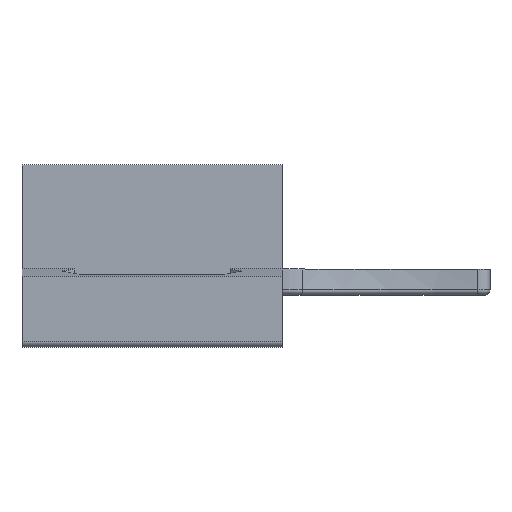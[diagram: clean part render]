
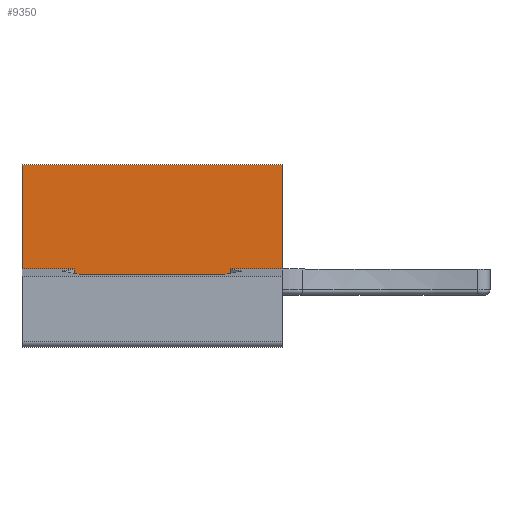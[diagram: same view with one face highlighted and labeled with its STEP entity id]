
A CAD part, top view. The second image highlights one B-rep face of the part: STEP entity #9350.
In plain terms, the highlighted planar face has unit normal (0, 0, 1).
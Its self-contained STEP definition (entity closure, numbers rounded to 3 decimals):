
#56 = PLANE('',#57);
#57 = AXIS2_PLACEMENT_3D('',#58,#59,#60);
#58 = CARTESIAN_POINT('',(-117.,-94.772,22.225));
#59 = DIRECTION('',(1.,0.,0.));
#60 = DIRECTION('',(-0.,0.,1.));
#4342 = PLANE('',#4343);
#4343 = AXIS2_PLACEMENT_3D('',#4344,#4345,#4346);
#4344 = CARTESIAN_POINT('',(-117.,-95.,33.));
#4345 = DIRECTION('',(0.,1.,0.));
#4346 = DIRECTION('',(0.,0.,-1.));
#4632 = VERTEX_POINT('',#4633);
#4633 = CARTESIAN_POINT('',(-107.,-95.,25.));
#4647 = PLANE('',#4648);
#4648 = AXIS2_PLACEMENT_3D('',#4649,#4650,#4651);
#4649 = CARTESIAN_POINT('',(-107.,-95.,25.));
#4650 = DIRECTION('',(-0.707,0.,-0.707));
#4651 = DIRECTION('',(0.707,0.,-0.707));
#4659 = EDGE_CURVE('',#4660,#4632,#4662,.T.);
#4660 = VERTEX_POINT('',#4661);
#4661 = CARTESIAN_POINT('',(-77.,-95.,25.));
#4662 = SURFACE_CURVE('',#4663,(#4667,#4674),.PCURVE_S1.);
#4663 = LINE('',#4664,#4665);
#4664 = CARTESIAN_POINT('',(-77.,-95.,25.));
#4665 = VECTOR('',#4666,1.);
#4666 = DIRECTION('',(-1.,0.,0.));
#4667 = PCURVE('',#4342,#4668);
#4668 = DEFINITIONAL_REPRESENTATION('',(#4669),#4673);
#4669 = LINE('',#4670,#4671);
#4670 = CARTESIAN_POINT('',(8.,-40.));
#4671 = VECTOR('',#4672,1.);
#4672 = DIRECTION('',(0.,1.));
#4673 = ( GEOMETRIC_REPRESENTATION_CONTEXT(2) 
PARAMETRIC_REPRESENTATION_CONTEXT() REPRESENTATION_CONTEXT('2D SPACE',''
  ) );
#4674 = PCURVE('',#4675,#4680);
#4675 = PLANE('',#4676);
#4676 = AXIS2_PLACEMENT_3D('',#4677,#4678,#4679);
#4677 = CARTESIAN_POINT('',(-92.,-75.735,25.));
#4678 = DIRECTION('',(0.,0.,-1.));
#4679 = DIRECTION('',(0.,-1.,0.));
#4680 = DEFINITIONAL_REPRESENTATION('',(#4681),#4685);
#4681 = LINE('',#4682,#4683);
#4682 = CARTESIAN_POINT('',(19.265,-15.));
#4683 = VECTOR('',#4684,1.);
#4684 = DIRECTION('',(0.,1.));
#4685 = ( GEOMETRIC_REPRESENTATION_CONTEXT(2) 
PARAMETRIC_REPRESENTATION_CONTEXT() REPRESENTATION_CONTEXT('2D SPACE',''
  ) );
#4703 = PLANE('',#4704);
#4704 = AXIS2_PLACEMENT_3D('',#4705,#4706,#4707);
#4705 = CARTESIAN_POINT('',(-75.765,-87.603,
    26.235));
#4706 = DIRECTION('',(0.707,0.,-0.707
    ));
#4707 = DIRECTION('',(0.707,0.,0.707)
  );
#4864 = PLANE('',#4865);
#4865 = AXIS2_PLACEMENT_3D('',#4866,#4867,#4868);
#4866 = CARTESIAN_POINT('',(-117.,-80.,25.));
#4867 = DIRECTION('',(0.,-0.985,
    -0.174));
#4868 = DIRECTION('',(0.,-0.174,0.985)
  );
#4901 = VERTEX_POINT('',#4902);
#4902 = CARTESIAN_POINT('',(-117.,-80.,25.));
#4922 = EDGE_CURVE('',#4901,#4923,#4925,.T.);
#4923 = VERTEX_POINT('',#4924);
#4924 = CARTESIAN_POINT('',(-107.,-80.,25.));
#4925 = SURFACE_CURVE('',#4926,(#4930,#4936),.PCURVE_S1.);
#4926 = LINE('',#4927,#4928);
#4927 = CARTESIAN_POINT('',(-117.,-80.,25.));
#4928 = VECTOR('',#4929,1.);
#4929 = DIRECTION('',(1.,0.,0.));
#4930 = PCURVE('',#4864,#4931);
#4931 = DEFINITIONAL_REPRESENTATION('',(#4932),#4935);
#4932 = B_SPLINE_CURVE_WITH_KNOTS('',1,(#4933,#4934),.UNSPECIFIED.,.F.,
  .F.,(2,2),(0.,10.),.PIECEWISE_BEZIER_KNOTS.);
#4933 = CARTESIAN_POINT('',(0.,0.));
#4934 = CARTESIAN_POINT('',(0.,-10.));
#4935 = ( GEOMETRIC_REPRESENTATION_CONTEXT(2) 
PARAMETRIC_REPRESENTATION_CONTEXT() REPRESENTATION_CONTEXT('2D SPACE',''
  ) );
#4936 = PCURVE('',#4675,#4937);
#4937 = DEFINITIONAL_REPRESENTATION('',(#4938),#4942);
#4938 = LINE('',#4939,#4940);
#4939 = CARTESIAN_POINT('',(4.265,25.));
#4940 = VECTOR('',#4941,1.);
#4941 = DIRECTION('',(0.,-1.));
#4942 = ( GEOMETRIC_REPRESENTATION_CONTEXT(2) 
PARAMETRIC_REPRESENTATION_CONTEXT() REPRESENTATION_CONTEXT('2D SPACE',''
  ) );
#5037 = VERTEX_POINT('',#5038);
#5038 = CARTESIAN_POINT('',(-77.,-80.,25.));
#5058 = EDGE_CURVE('',#5037,#5059,#5061,.T.);
#5059 = VERTEX_POINT('',#5060);
#5060 = CARTESIAN_POINT('',(-67.,-80.,25.));
#5061 = SURFACE_CURVE('',#5062,(#5066,#5072),.PCURVE_S1.);
#5062 = LINE('',#5063,#5064);
#5063 = CARTESIAN_POINT('',(-117.,-80.,25.));
#5064 = VECTOR('',#5065,1.);
#5065 = DIRECTION('',(1.,0.,0.));
#5066 = PCURVE('',#4864,#5067);
#5067 = DEFINITIONAL_REPRESENTATION('',(#5068),#5071);
#5068 = B_SPLINE_CURVE_WITH_KNOTS('',1,(#5069,#5070),.UNSPECIFIED.,.F.,
  .F.,(2,2),(40.,50.),.PIECEWISE_BEZIER_KNOTS.);
#5069 = CARTESIAN_POINT('',(0.,-40.));
#5070 = CARTESIAN_POINT('',(0.,-50.));
#5071 = ( GEOMETRIC_REPRESENTATION_CONTEXT(2) 
PARAMETRIC_REPRESENTATION_CONTEXT() REPRESENTATION_CONTEXT('2D SPACE',''
  ) );
#5072 = PCURVE('',#4675,#5073);
#5073 = DEFINITIONAL_REPRESENTATION('',(#5074),#5078);
#5074 = LINE('',#5075,#5076);
#5075 = CARTESIAN_POINT('',(4.265,25.));
#5076 = VECTOR('',#5077,1.);
#5077 = DIRECTION('',(0.,-1.));
#5078 = ( GEOMETRIC_REPRESENTATION_CONTEXT(2) 
PARAMETRIC_REPRESENTATION_CONTEXT() REPRESENTATION_CONTEXT('2D SPACE',''
  ) );
#9023 = EDGE_CURVE('',#9024,#4901,#9026,.T.);
#9024 = VERTEX_POINT('',#9025);
#9025 = CARTESIAN_POINT('',(-117.,-60.,25.));
#9026 = SURFACE_CURVE('',#9027,(#9031,#9038),.PCURVE_S1.);
#9027 = LINE('',#9028,#9029);
#9028 = CARTESIAN_POINT('',(-117.,-60.,25.));
#9029 = VECTOR('',#9030,1.);
#9030 = DIRECTION('',(0.,-1.,0.));
#9031 = PCURVE('',#56,#9032);
#9032 = DEFINITIONAL_REPRESENTATION('',(#9033),#9037);
#9033 = LINE('',#9034,#9035);
#9034 = CARTESIAN_POINT('',(2.775,-34.772));
#9035 = VECTOR('',#9036,1.);
#9036 = DIRECTION('',(0.,1.));
#9037 = ( GEOMETRIC_REPRESENTATION_CONTEXT(2) 
PARAMETRIC_REPRESENTATION_CONTEXT() REPRESENTATION_CONTEXT('2D SPACE',''
  ) );
#9038 = PCURVE('',#4675,#9039);
#9039 = DEFINITIONAL_REPRESENTATION('',(#9040),#9044);
#9040 = LINE('',#9041,#9042);
#9041 = CARTESIAN_POINT('',(-15.735,25.));
#9042 = VECTOR('',#9043,1.);
#9043 = DIRECTION('',(1.,0.));
#9044 = ( GEOMETRIC_REPRESENTATION_CONTEXT(2) 
PARAMETRIC_REPRESENTATION_CONTEXT() REPRESENTATION_CONTEXT('2D SPACE',''
  ) );
#9062 = PLANE('',#9063);
#9063 = AXIS2_PLACEMENT_3D('',#9064,#9065,#9066);
#9064 = CARTESIAN_POINT('',(-117.,-60.,25.));
#9065 = DIRECTION('',(0.,1.,0.));
#9066 = DIRECTION('',(0.,0.,-1.));
#9131 = EDGE_CURVE('',#9024,#9132,#9134,.T.);
#9132 = VERTEX_POINT('',#9133);
#9133 = CARTESIAN_POINT('',(-67.,-60.,25.));
#9134 = SURFACE_CURVE('',#9135,(#9139,#9146),.PCURVE_S1.);
#9135 = LINE('',#9136,#9137);
#9136 = CARTESIAN_POINT('',(-117.,-60.,25.));
#9137 = VECTOR('',#9138,1.);
#9138 = DIRECTION('',(1.,0.,0.));
#9139 = PCURVE('',#9062,#9140);
#9140 = DEFINITIONAL_REPRESENTATION('',(#9141),#9145);
#9141 = LINE('',#9142,#9143);
#9142 = CARTESIAN_POINT('',(0.,0.));
#9143 = VECTOR('',#9144,1.);
#9144 = DIRECTION('',(0.,-1.));
#9145 = ( GEOMETRIC_REPRESENTATION_CONTEXT(2) 
PARAMETRIC_REPRESENTATION_CONTEXT() REPRESENTATION_CONTEXT('2D SPACE',''
  ) );
#9146 = PCURVE('',#4675,#9147);
#9147 = DEFINITIONAL_REPRESENTATION('',(#9148),#9152);
#9148 = LINE('',#9149,#9150);
#9149 = CARTESIAN_POINT('',(-15.735,25.));
#9150 = VECTOR('',#9151,1.);
#9151 = DIRECTION('',(0.,-1.));
#9152 = ( GEOMETRIC_REPRESENTATION_CONTEXT(2) 
PARAMETRIC_REPRESENTATION_CONTEXT() REPRESENTATION_CONTEXT('2D SPACE',''
  ) );
#9170 = PLANE('',#9171);
#9171 = AXIS2_PLACEMENT_3D('',#9172,#9173,#9174);
#9172 = CARTESIAN_POINT('',(-67.,-60.,-5.));
#9173 = DIRECTION('',(1.,0.,0.));
#9174 = DIRECTION('',(0.,-1.,0.));
#9255 = EDGE_CURVE('',#5059,#9132,#9256,.T.);
#9256 = SURFACE_CURVE('',#9257,(#9261,#9267),.PCURVE_S1.);
#9257 = LINE('',#9258,#9259);
#9258 = CARTESIAN_POINT('',(-67.,-85.,25.));
#9259 = VECTOR('',#9260,1.);
#9260 = DIRECTION('',(0.,1.,0.));
#9261 = PCURVE('',#9170,#9262);
#9262 = DEFINITIONAL_REPRESENTATION('',(#9263),#9266);
#9263 = B_SPLINE_CURVE_WITH_KNOTS('',1,(#9264,#9265),.UNSPECIFIED.,.F.,
  .F.,(2,2),(5.,25.),.PIECEWISE_BEZIER_KNOTS.);
#9264 = CARTESIAN_POINT('',(20.,-30.));
#9265 = CARTESIAN_POINT('',(0.,-30.));
#9266 = ( GEOMETRIC_REPRESENTATION_CONTEXT(2) 
PARAMETRIC_REPRESENTATION_CONTEXT() REPRESENTATION_CONTEXT('2D SPACE',''
  ) );
#9267 = PCURVE('',#4675,#9268);
#9268 = DEFINITIONAL_REPRESENTATION('',(#9269),#9273);
#9269 = LINE('',#9270,#9271);
#9270 = CARTESIAN_POINT('',(9.265,-25.));
#9271 = VECTOR('',#9272,1.);
#9272 = DIRECTION('',(-1.,0.));
#9273 = ( GEOMETRIC_REPRESENTATION_CONTEXT(2) 
PARAMETRIC_REPRESENTATION_CONTEXT() REPRESENTATION_CONTEXT('2D SPACE',''
  ) );
#9329 = EDGE_CURVE('',#4660,#5037,#9330,.T.);
#9330 = SURFACE_CURVE('',#9331,(#9335,#9342),.PCURVE_S1.);
#9331 = LINE('',#9332,#9333);
#9332 = CARTESIAN_POINT('',(-77.,-90.,25.));
#9333 = VECTOR('',#9334,1.);
#9334 = DIRECTION('',(0.,1.,0.));
#9335 = PCURVE('',#4703,#9336);
#9336 = DEFINITIONAL_REPRESENTATION('',(#9337),#9341);
#9337 = LINE('',#9338,#9339);
#9338 = CARTESIAN_POINT('',(-1.747,2.397));
#9339 = VECTOR('',#9340,1.);
#9340 = DIRECTION('',(0.,-1.));
#9341 = ( GEOMETRIC_REPRESENTATION_CONTEXT(2) 
PARAMETRIC_REPRESENTATION_CONTEXT() REPRESENTATION_CONTEXT('2D SPACE',''
  ) );
#9342 = PCURVE('',#4675,#9343);
#9343 = DEFINITIONAL_REPRESENTATION('',(#9344),#9348);
#9344 = LINE('',#9345,#9346);
#9345 = CARTESIAN_POINT('',(14.265,-15.));
#9346 = VECTOR('',#9347,1.);
#9347 = DIRECTION('',(-1.,0.));
#9348 = ( GEOMETRIC_REPRESENTATION_CONTEXT(2) 
PARAMETRIC_REPRESENTATION_CONTEXT() REPRESENTATION_CONTEXT('2D SPACE',''
  ) );
#9350 = ADVANCED_FACE('',(#9351),#4675,.F.);
#9351 = FACE_BOUND('',#9352,.T.);
#9352 = EDGE_LOOP('',(#9353,#9354,#9355,#9356,#9357,#9358,#9359,#9380));
#9353 = ORIENTED_EDGE('',*,*,#9329,.T.);
#9354 = ORIENTED_EDGE('',*,*,#5058,.T.);
#9355 = ORIENTED_EDGE('',*,*,#9255,.T.);
#9356 = ORIENTED_EDGE('',*,*,#9131,.F.);
#9357 = ORIENTED_EDGE('',*,*,#9023,.T.);
#9358 = ORIENTED_EDGE('',*,*,#4922,.T.);
#9359 = ORIENTED_EDGE('',*,*,#9360,.F.);
#9360 = EDGE_CURVE('',#4632,#4923,#9361,.T.);
#9361 = SURFACE_CURVE('',#9362,(#9366,#9373),.PCURVE_S1.);
#9362 = LINE('',#9363,#9364);
#9363 = CARTESIAN_POINT('',(-107.,-90.,25.));
#9364 = VECTOR('',#9365,1.);
#9365 = DIRECTION('',(0.,1.,0.));
#9366 = PCURVE('',#4675,#9367);
#9367 = DEFINITIONAL_REPRESENTATION('',(#9368),#9372);
#9368 = LINE('',#9369,#9370);
#9369 = CARTESIAN_POINT('',(14.265,15.));
#9370 = VECTOR('',#9371,1.);
#9371 = DIRECTION('',(-1.,0.));
#9372 = ( GEOMETRIC_REPRESENTATION_CONTEXT(2) 
PARAMETRIC_REPRESENTATION_CONTEXT() REPRESENTATION_CONTEXT('2D SPACE',''
  ) );
#9373 = PCURVE('',#4647,#9374);
#9374 = DEFINITIONAL_REPRESENTATION('',(#9375),#9379);
#9375 = LINE('',#9376,#9377);
#9376 = CARTESIAN_POINT('',(0.,-5.));
#9377 = VECTOR('',#9378,1.);
#9378 = DIRECTION('',(0.,-1.));
#9379 = ( GEOMETRIC_REPRESENTATION_CONTEXT(2) 
PARAMETRIC_REPRESENTATION_CONTEXT() REPRESENTATION_CONTEXT('2D SPACE',''
  ) );
#9380 = ORIENTED_EDGE('',*,*,#4659,.F.);
